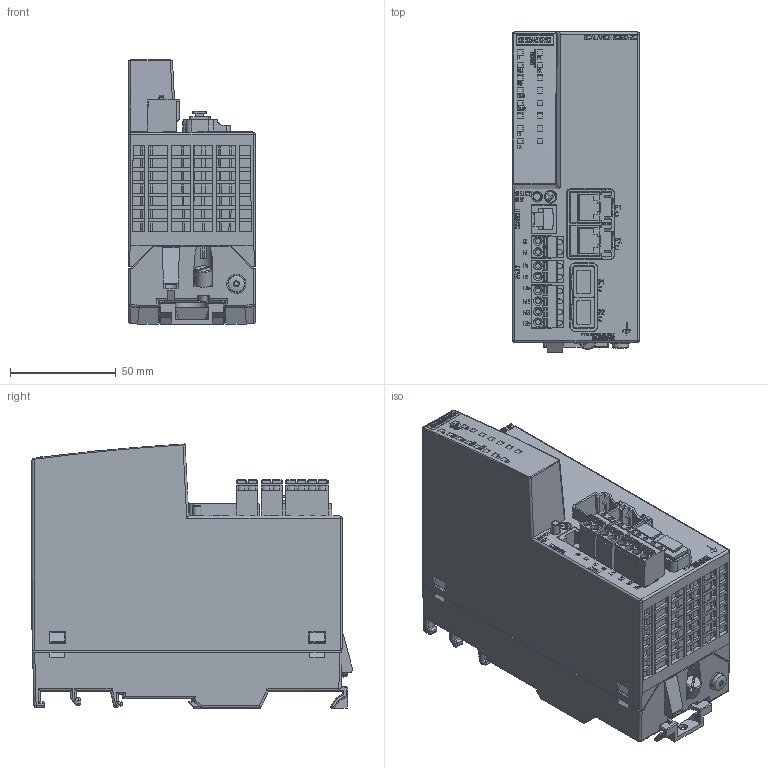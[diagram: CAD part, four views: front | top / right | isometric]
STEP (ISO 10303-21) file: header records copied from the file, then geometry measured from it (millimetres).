
FILE_DESCRIPTION (( 'STEP AP214' ), '1' );
FILE_NAME ('6GK56322GS002AC2_001_STEP.STEP', '2017-09-26T09:35:47', ( '' ), ( '' ), 'SwSTEP 2.0', 'SolidWorks 2017', '' );
FILE_SCHEMA (( 'AUTOMOTIVE_DESIGN' ));
Length unit declared in the file: millimetre
Products named in the file (8): Beschriftung; Stecker_2; C-Plug; Stecker_1; Kappe; 6GK56322GS002AC2_001_STEP; Body; Adapter
Assembly tree (8 placements, depth 2):
  6GK56322GS002AC2_001_STEP
    Body
    Stecker_1
    Stecker_2  x2
    Kappe
    C-Plug
    Adapter
    Beschriftung
Bounding box: 60 x 151.6 x 125 mm (x, y, z)
Volume: 770545.7 mm3; surface area: 101328.4 mm2
Topology: 8 solids, 170 shells, 2952 faces, 9026 edges, 6464 vertices
Faces by surface type: plane 2261, cylinder 620, bspline 24, sphere 23, cone 16, torus 8
Full cylindrical faces by diameter (mm): 0.45 x24, 1.4 x8, 2 x2, 2.3 x8, 2.8 x8, 3 x18, 3.127 x1, 3.9 x1, 4 x12, 4.2 x1, 5 x1, 6 x2, 6.957 x1, 7 x1, 8.139 x1, 9 x1
Entity records: 117798 total; most frequent: CARTESIAN_POINT 27030, ORIENTED_EDGE 15566, DIRECTION 14047, EDGE_CURVE 8619, LINE 6511, VECTOR 6511, VERTEX_POINT 6265, AXIS2_PLACEMENT_3D 3768
